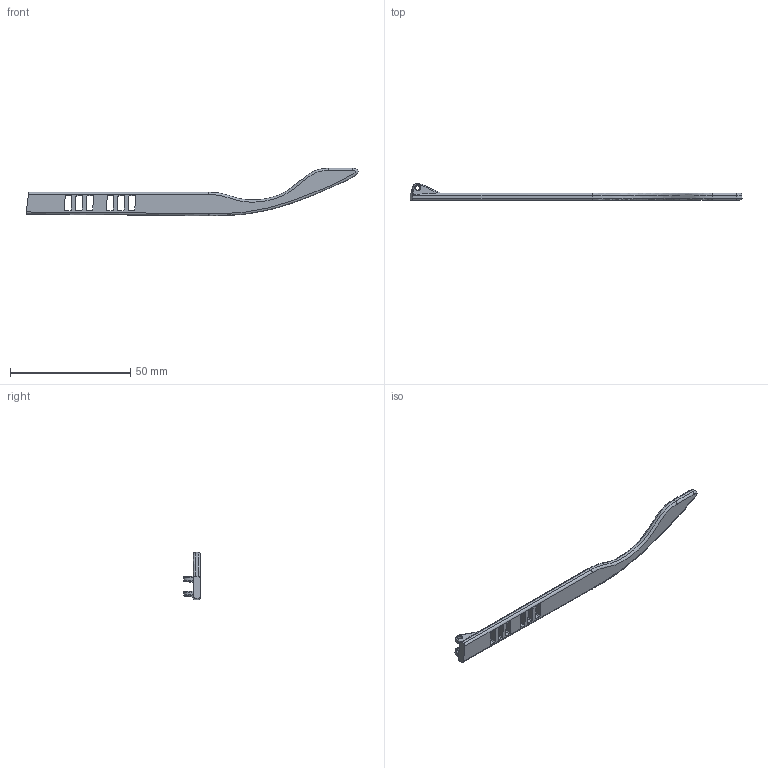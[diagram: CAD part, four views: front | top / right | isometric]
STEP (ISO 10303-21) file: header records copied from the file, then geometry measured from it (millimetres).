
FILE_DESCRIPTION(/* description */ (''),/* implementation_level */ '2;1');
FILE_NAME(/* name */ 'glassesRightFlat.step',/* time_stamp */ '2018-04-18T22:34:15+10:00',/* author */ ('maelstroswim'),/* organization */ (''),/* preprocessor_version */ 'ST-DEVELOPER v16.13',/* originating_system */ 'Autodesk Translation Framework v6.5.0.72',/* authorisation */ '');
FILE_SCHEMA (('AUTOMOTIVE_DESIGN { 1 0 10303 214 3 1 1 }'));
Length unit declared in the file: millimetre
Products named in the file (1): glassesArm
Bounding box: 138.24 x 6.99 x 19.75 mm (x, y, z)
Volume: 3087.8 mm3; surface area: 3177.9 mm2
Topology: 1 solids, 1 shells, 86 faces, 244 edges, 160 vertices
Faces by surface type: plane 36, cylinder 34, bspline 12, torus 4
Full cylindrical faces by diameter (mm): 2 x2
Entity records: 4830 total; most frequent: CARTESIAN_POINT 2541, ORIENTED_EDGE 488, DIRECTION 452, EDGE_CURVE 244, VERTEX_POINT 160, AXIS2_PLACEMENT_3D 160, LINE 132, VECTOR 132
